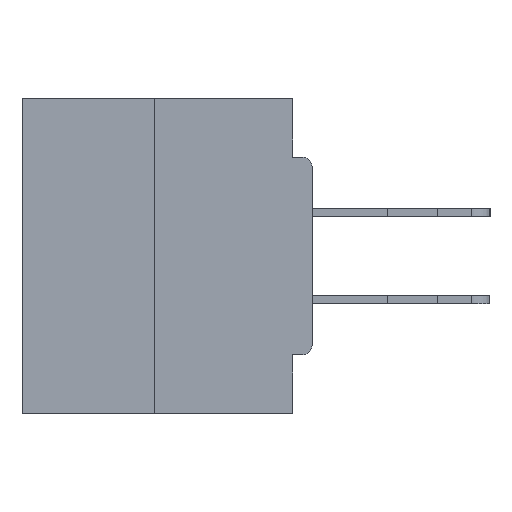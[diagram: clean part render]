
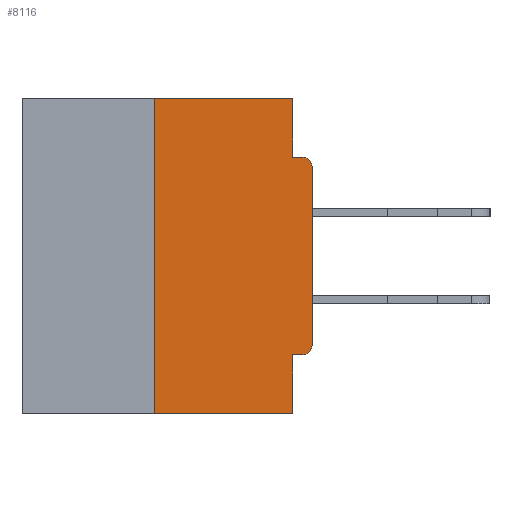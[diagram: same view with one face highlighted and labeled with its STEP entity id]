
A CAD part, left-side view. The second image highlights one B-rep face of the part: STEP entity #8116.
In plain terms, the highlighted planar face has unit normal (-1, 0, 0).
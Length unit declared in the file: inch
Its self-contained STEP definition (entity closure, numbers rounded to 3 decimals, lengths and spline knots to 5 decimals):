
#361 = VERTEX_POINT ( 'NONE', #12984 ) ;
#1018 = ORIENTED_EDGE ( 'NONE', *, *, #7850, .F. ) ;
#1680 = EDGE_CURVE ( 'NONE', #20879, #31171, #13367, .T. ) ;
#2277 = DIRECTION ( 'NONE',  ( 0., 0., -1. ) ) ;
#2659 = VECTOR ( 'NONE', #24032, 39.37008 ) ;
#2786 = DIRECTION ( 'NONE',  ( -1., 0., 0. ) ) ;
#4476 = VERTEX_POINT ( 'NONE', #23606 ) ;
#4867 = DIRECTION ( 'NONE',  ( 0., 1., 0. ) ) ;
#5454 = CARTESIAN_POINT ( 'NONE',  ( 0., 0.015, -0.1085 ) ) ;
#7070 = VECTOR ( 'NONE', #12925, 39.37008 ) ;
#7130 = VECTOR ( 'NONE', #4867, 39.37008 ) ;
#7409 = CARTESIAN_POINT ( 'NONE',  ( 0., 0.031, -0.5 ) ) ;
#7850 = EDGE_CURVE ( 'NONE', #23326, #31171, #17595, .T. ) ;
#8116 = ADVANCED_FACE ( 'NONE', ( #26587 ), #29866, .F. ) ;
#8471 = ORIENTED_EDGE ( 'NONE', *, *, #17633, .F. ) ;
#10127 = ORIENTED_EDGE ( 'NONE', *, *, #21058, .F. ) ;
#10971 = VERTEX_POINT ( 'NONE', #35310 ) ;
#11103 = EDGE_CURVE ( 'NONE', #20273, #36184, #12354, .T. ) ;
#11268 = VECTOR ( 'NONE', #2277, 39.37008 ) ;
#12184 = CARTESIAN_POINT ( 'NONE',  ( 0., 0.25, -0.5 ) ) ;
#12223 = CARTESIAN_POINT ( 'NONE',  ( 0., 0., -0.0935 ) ) ;
#12354 = CIRCLE ( 'NONE', #30740, 0.015 ) ;
#12635 = DIRECTION ( 'NONE',  ( 1., 0., 0. ) ) ;
#12925 = DIRECTION ( 'NONE',  ( 0., -1., 0. ) ) ;
#12984 = CARTESIAN_POINT ( 'NONE',  ( 0., 0., -0.1085 ) ) ;
#13367 = LINE ( 'NONE', #21844, #7070 ) ;
#13567 = CARTESIAN_POINT ( 'NONE',  ( 0., 0., -0.4065 ) ) ;
#13585 = DIRECTION ( 'NONE',  ( 0., 0., 1. ) ) ;
#15267 = LINE ( 'NONE', #13567, #7130 ) ;
#15633 = DIRECTION ( 'NONE',  ( 0., -1., 0. ) ) ;
#16546 = EDGE_CURVE ( 'NONE', #33981, #4476, #24768, .T. ) ;
#17595 = LINE ( 'NONE', #7409, #29723 ) ;
#17633 = EDGE_CURVE ( 'NONE', #29477, #10971, #21114, .T. ) ;
#17796 = CARTESIAN_POINT ( 'NONE',  ( 0., 0., -0.3915 ) ) ;
#18452 = CARTESIAN_POINT ( 'NONE',  ( 0., 0.015, -0.3915 ) ) ;
#18763 = CARTESIAN_POINT ( 'NONE',  ( 0., 0.031, -0.5 ) ) ;
#18952 = ORIENTED_EDGE ( 'NONE', *, *, #35347, .F. ) ;
#19628 = DIRECTION ( 'NONE',  ( 0., 0., -1. ) ) ;
#20273 = VERTEX_POINT ( 'NONE', #21403 ) ;
#20826 = DIRECTION ( 'NONE',  ( 0., 0., -1. ) ) ;
#20879 = VERTEX_POINT ( 'NONE', #12184 ) ;
#21058 = EDGE_CURVE ( 'NONE', #20879, #29477, #31136, .T. ) ;
#21114 = LINE ( 'NONE', #35702, #2659 ) ;
#21135 = LINE ( 'NONE', #36737, #11268 ) ;
#21190 = ORIENTED_EDGE ( 'NONE', *, *, #29938, .F. ) ;
#21403 = CARTESIAN_POINT ( 'NONE',  ( 0., 0.015, -0.4065 ) ) ;
#21844 = CARTESIAN_POINT ( 'NONE',  ( 0., 0.46, -0.5 ) ) ;
#23326 = VERTEX_POINT ( 'NONE', #30278 ) ;
#23606 = CARTESIAN_POINT ( 'NONE',  ( 0., 0.015, -0.0935 ) ) ;
#24032 = DIRECTION ( 'NONE',  ( 0., -1., 0. ) ) ;
#24383 = AXIS2_PLACEMENT_3D ( 'NONE', #26965, #12635, #20826 ) ;
#24768 = LINE ( 'NONE', #12223, #36018 ) ;
#25343 = ORIENTED_EDGE ( 'NONE', *, *, #1680, .T. ) ;
#25720 = DIRECTION ( 'NONE',  ( 0., 0., -1. ) ) ;
#26587 = FACE_OUTER_BOUND ( 'NONE', #36906, .T. ) ;
#26965 = CARTESIAN_POINT ( 'NONE',  ( 0., 0.46, 0. ) ) ;
#27628 = CARTESIAN_POINT ( 'NONE',  ( 0., 0.25, 0. ) ) ;
#27777 = CARTESIAN_POINT ( 'NONE',  ( 0., 0., 0. ) ) ;
#28596 = EDGE_CURVE ( 'NONE', #36184, #361, #36996, .T. ) ;
#28865 = AXIS2_PLACEMENT_3D ( 'NONE', #5454, #2786, #25720 ) ;
#29372 = VECTOR ( 'NONE', #30521, 39.37008 ) ;
#29477 = VERTEX_POINT ( 'NONE', #31602 ) ;
#29723 = VECTOR ( 'NONE', #19628, 39.37008 ) ;
#29866 = PLANE ( 'NONE',  #24383 ) ;
#29938 = EDGE_CURVE ( 'NONE', #10971, #33981, #21135, .T. ) ;
#30278 = CARTESIAN_POINT ( 'NONE',  ( 0., 0.031, -0.4065 ) ) ;
#30521 = DIRECTION ( 'NONE',  ( 0., 0., 1. ) ) ;
#30740 = AXIS2_PLACEMENT_3D ( 'NONE', #18452, #32998, #36143 ) ;
#31136 = LINE ( 'NONE', #27628, #29372 ) ;
#31171 = VERTEX_POINT ( 'NONE', #18763 ) ;
#31602 = CARTESIAN_POINT ( 'NONE',  ( 0., 0.25, 0. ) ) ;
#31796 = EDGE_CURVE ( 'NONE', #361, #4476, #33036, .T. ) ;
#32091 = ORIENTED_EDGE ( 'NONE', *, *, #31796, .T. ) ;
#32833 = ORIENTED_EDGE ( 'NONE', *, *, #28596, .T. ) ;
#32998 = DIRECTION ( 'NONE',  ( -1., 0., 0. ) ) ;
#33036 = CIRCLE ( 'NONE', #28865, 0.015 ) ;
#33617 = ORIENTED_EDGE ( 'NONE', *, *, #11103, .T. ) ;
#33981 = VERTEX_POINT ( 'NONE', #36114 ) ;
#35310 = CARTESIAN_POINT ( 'NONE',  ( 0., 0.031, 0. ) ) ;
#35347 = EDGE_CURVE ( 'NONE', #20273, #23326, #15267, .T. ) ;
#35702 = CARTESIAN_POINT ( 'NONE',  ( 0., 0.46, 0. ) ) ;
#35952 = ORIENTED_EDGE ( 'NONE', *, *, #16546, .F. ) ;
#36018 = VECTOR ( 'NONE', #15633, 39.37008 ) ;
#36114 = CARTESIAN_POINT ( 'NONE',  ( 0., 0.031, -0.0935 ) ) ;
#36143 = DIRECTION ( 'NONE',  ( 0., 0., -1. ) ) ;
#36184 = VERTEX_POINT ( 'NONE', #17796 ) ;
#36536 = VECTOR ( 'NONE', #13585, 39.37008 ) ;
#36737 = CARTESIAN_POINT ( 'NONE',  ( 0., 0.031, 0. ) ) ;
#36906 = EDGE_LOOP ( 'NONE', ( #8471, #10127, #25343, #1018, #18952, #33617, #32833, #32091, #35952, #21190 ) ) ;
#36996 = LINE ( 'NONE', #27777, #36536 ) ;
